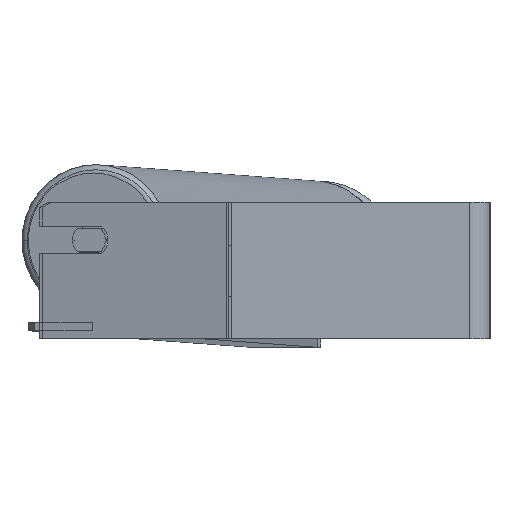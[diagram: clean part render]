
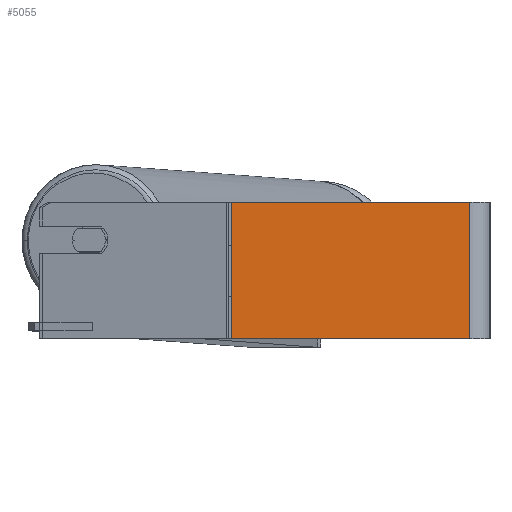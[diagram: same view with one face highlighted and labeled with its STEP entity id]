
A CAD part, left-side view. The second image highlights one B-rep face of the part: STEP entity #5055.
In plain terms, the highlighted planar face has unit normal (-1, 0, 0).
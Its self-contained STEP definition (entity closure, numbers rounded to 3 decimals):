
#81 = EDGE_LOOP ( 'NONE', ( #3069, #8696, #7563, #3076 ) ) ;
#734 = VECTOR ( 'NONE', #1962, 1000. ) ;
#889 = VERTEX_POINT ( 'NONE', #8229 ) ;
#978 = CARTESIAN_POINT ( 'NONE',  ( -800., 151.813, 40. ) ) ;
#1029 = LINE ( 'NONE', #3962, #734 ) ;
#1359 = CARTESIAN_POINT ( 'NONE',  ( -800., 12., 40. ) ) ;
#1962 = DIRECTION ( 'NONE',  ( 0., 0., -1. ) ) ;
#2359 = VERTEX_POINT ( 'NONE', #1359 ) ;
#2489 = VECTOR ( 'NONE', #6540, 1000. ) ;
#2558 = PLANE ( 'NONE',  #8552 ) ;
#2786 = CARTESIAN_POINT ( 'NONE',  ( -800., 151.813, 40. ) ) ;
#3069 = ORIENTED_EDGE ( 'NONE', *, *, #5158, .T. ) ;
#3076 = ORIENTED_EDGE ( 'NONE', *, *, #8484, .T. ) ;
#3642 = LINE ( 'NONE', #6349, #2489 ) ;
#3962 = CARTESIAN_POINT ( 'NONE',  ( -800., 12., 40. ) ) ;
#4115 = FACE_OUTER_BOUND ( 'NONE', #81, .T. ) ;
#4561 = CARTESIAN_POINT ( 'NONE',  ( -800., 153.393, 40. ) ) ;
#4638 = VERTEX_POINT ( 'NONE', #978 ) ;
#4656 = DIRECTION ( 'NONE',  ( 0., -1., 0. ) ) ;
#4688 = VERTEX_POINT ( 'NONE', #6319 ) ;
#4826 = DIRECTION ( 'NONE',  ( 0., 0., -1. ) ) ;
#5055 = ADVANCED_FACE ( 'NONE', ( #4115 ), #2558, .F. ) ;
#5158 = EDGE_CURVE ( 'NONE', #4688, #889, #3642, .T. ) ;
#5665 = DIRECTION ( 'NONE',  ( 0., 0., -1. ) ) ;
#6203 = DIRECTION ( 'NONE',  ( 1., 0., 0. ) ) ;
#6213 = EDGE_CURVE ( 'NONE', #4638, #2359, #8408, .T. ) ;
#6319 = CARTESIAN_POINT ( 'NONE',  ( -800., 151.813, -40. ) ) ;
#6349 = CARTESIAN_POINT ( 'NONE',  ( -800., 153.393, -40. ) ) ;
#6540 = DIRECTION ( 'NONE',  ( 0., -1., 0. ) ) ;
#6866 = EDGE_CURVE ( 'NONE', #2359, #889, #1029, .T. ) ;
#6927 = CARTESIAN_POINT ( 'NONE',  ( -800., 153.393, 40. ) ) ;
#7073 = VECTOR ( 'NONE', #4656, 1000. ) ;
#7397 = VECTOR ( 'NONE', #5665, 1000. ) ;
#7563 = ORIENTED_EDGE ( 'NONE', *, *, #6213, .F. ) ;
#8229 = CARTESIAN_POINT ( 'NONE',  ( -800., 12., -40. ) ) ;
#8408 = LINE ( 'NONE', #4561, #7073 ) ;
#8484 = EDGE_CURVE ( 'NONE', #4638, #4688, #9280, .T. ) ;
#8552 = AXIS2_PLACEMENT_3D ( 'NONE', #6927, #6203, #4826 ) ;
#8696 = ORIENTED_EDGE ( 'NONE', *, *, #6866, .F. ) ;
#9280 = LINE ( 'NONE', #2786, #7397 ) ;
